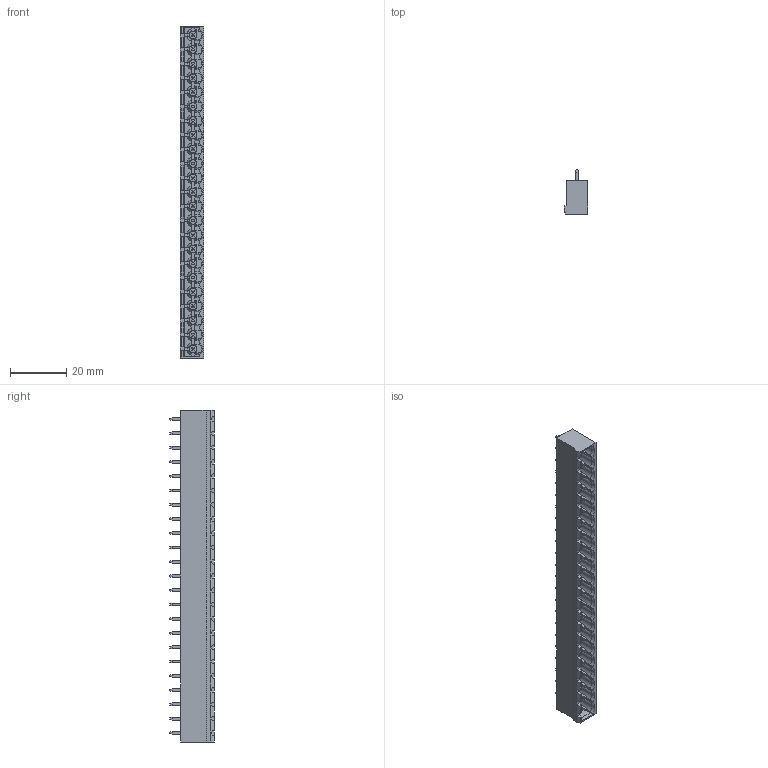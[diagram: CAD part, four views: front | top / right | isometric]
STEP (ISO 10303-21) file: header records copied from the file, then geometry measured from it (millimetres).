
FILE_DESCRIPTION((''),'2;1');
FILE_NAME('WJ2EDGVC-508-23P','2017-03-16T',('QZY'),(''),'CREO PARAMETRIC BY PTC INC, 2014440','CREO PARAMETRIC BY PTC INC, 2014440','');
FILE_SCHEMA(('CONFIG_CONTROL_DESIGN'));
Length unit declared in the file: millimetre
Products named in the file (1): WJ2EDGVC-508-23P
Bounding box: 8.5 x 16 x 118.24 mm (x, y, z)
Volume: 4543.4 mm3; surface area: 10046.8 mm2
Topology: 1 solids, 1 shells, 1910 faces, 4983 edges, 3075 vertices
Faces by surface type: plane 1656, cone 113, cylinder 95, sphere 46
Entity records: 57030 total; most frequent: CARTESIAN_POINT 10547, ORIENTED_EDGE 9874, DIRECTION 9154, EDGE_CURVE 4937, VECTOR 4272, LINE 4272, VERTEX_POINT 3075, AXIS2_PLACEMENT_3D 2441
